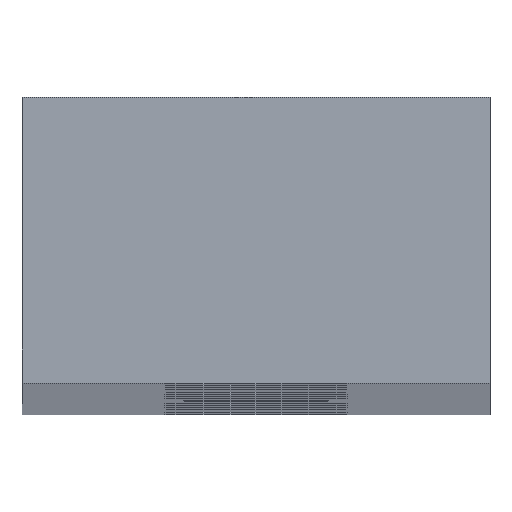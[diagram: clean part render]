
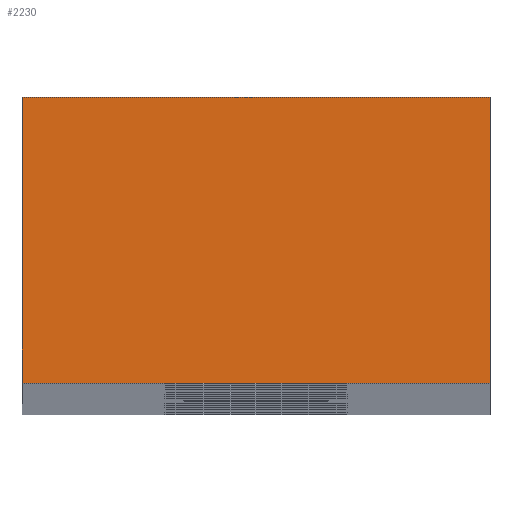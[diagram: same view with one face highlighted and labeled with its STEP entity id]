
A CAD part, top view. The second image highlights one B-rep face of the part: STEP entity #2230.
In plain terms, the highlighted planar face has unit normal (0, 0, 1).
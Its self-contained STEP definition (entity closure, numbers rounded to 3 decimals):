
#34 = ORIENTED_EDGE ( 'NONE', *, *, #125, .T. ) ;
#56 = VERTEX_POINT ( 'NONE', #1132 ) ;
#125 = EDGE_CURVE ( 'NONE', #56, #1965, #709, .T. ) ;
#162 = CARTESIAN_POINT ( 'NONE',  ( -4.5, 2.75, 350. ) ) ;
#308 = FACE_OUTER_BOUND ( 'NONE', #2097, .T. ) ;
#472 = CARTESIAN_POINT ( 'NONE',  ( -4.5, 2.75, 350. ) ) ;
#569 = DIRECTION ( 'NONE',  ( 1., 0., 0. ) ) ;
#577 = LINE ( 'NONE', #2792, #764 ) ;
#601 = VECTOR ( 'NONE', #1837, 1000. ) ;
#621 = DIRECTION ( 'NONE',  ( 0., 0., 1. ) ) ;
#709 = LINE ( 'NONE', #472, #601 ) ;
#764 = VECTOR ( 'NONE', #2082, 1000. ) ;
#858 = DIRECTION ( 'NONE',  ( 1., 0., 0. ) ) ;
#876 = LINE ( 'NONE', #1738, #1605 ) ;
#908 = ORIENTED_EDGE ( 'NONE', *, *, #2629, .T. ) ;
#1126 = CARTESIAN_POINT ( 'NONE',  ( 4.5, -2.75, 350. ) ) ;
#1132 = CARTESIAN_POINT ( 'NONE',  ( 4.5, 2.75, 350. ) ) ;
#1181 = VERTEX_POINT ( 'NONE', #1126 ) ;
#1605 = VECTOR ( 'NONE', #569, 1000. ) ;
#1611 = DIRECTION ( 'NONE',  ( 0., -1., 0. ) ) ;
#1617 = AXIS2_PLACEMENT_3D ( 'NONE', #2193, #621, #858 ) ;
#1738 = CARTESIAN_POINT ( 'NONE',  ( -4.5, -2.75, 350. ) ) ;
#1747 = CARTESIAN_POINT ( 'NONE',  ( -4.5, -2.75, 350. ) ) ;
#1837 = DIRECTION ( 'NONE',  ( -1., 0., 0. ) ) ;
#1965 = VERTEX_POINT ( 'NONE', #2338 ) ;
#2082 = DIRECTION ( 'NONE',  ( 0., 1., 0. ) ) ;
#2097 = EDGE_LOOP ( 'NONE', ( #2574, #34, #2542, #908 ) ) ;
#2193 = CARTESIAN_POINT ( 'NONE',  ( 0., 0., 350. ) ) ;
#2230 = ADVANCED_FACE ( 'NONE', ( #308 ), #2420, .T. ) ;
#2323 = EDGE_CURVE ( 'NONE', #1965, #2540, #2388, .T. ) ;
#2338 = CARTESIAN_POINT ( 'NONE',  ( -4.5, 2.75, 350. ) ) ;
#2388 = LINE ( 'NONE', #162, #2914 ) ;
#2420 = PLANE ( 'NONE',  #1617 ) ;
#2540 = VERTEX_POINT ( 'NONE', #1747 ) ;
#2542 = ORIENTED_EDGE ( 'NONE', *, *, #2323, .T. ) ;
#2574 = ORIENTED_EDGE ( 'NONE', *, *, #2810, .T. ) ;
#2629 = EDGE_CURVE ( 'NONE', #2540, #1181, #876, .T. ) ;
#2792 = CARTESIAN_POINT ( 'NONE',  ( 4.5, 2.75, 350. ) ) ;
#2810 = EDGE_CURVE ( 'NONE', #1181, #56, #577, .T. ) ;
#2914 = VECTOR ( 'NONE', #1611, 1000. ) ;
